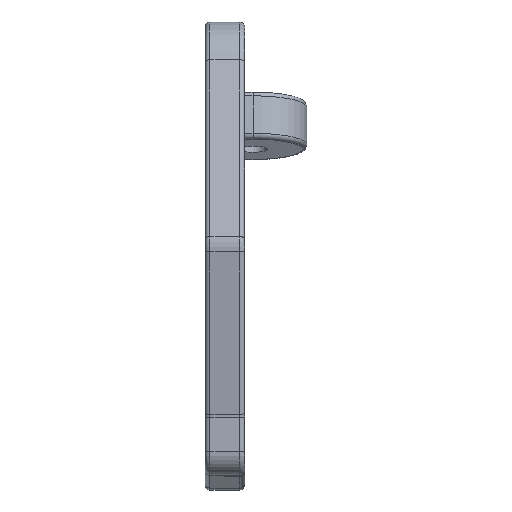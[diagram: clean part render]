
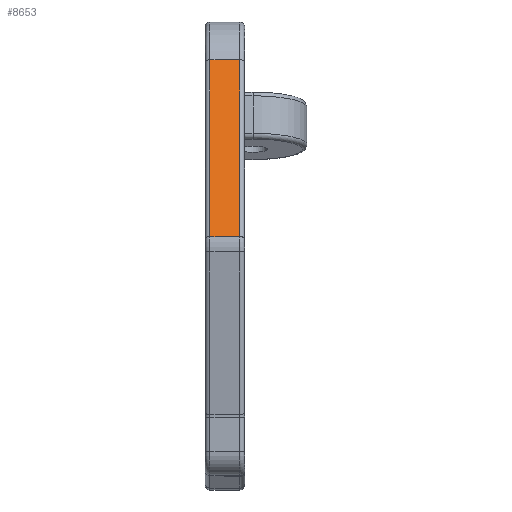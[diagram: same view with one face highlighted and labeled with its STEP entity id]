
A CAD part, left-side view. The second image highlights one B-rep face of the part: STEP entity #8653.
In plain terms, the highlighted planar face has unit normal (-0.937, 0, 0.348).
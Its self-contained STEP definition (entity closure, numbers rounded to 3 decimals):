
#168=PLANE('',#9354);
#415=LINE('',#14235,#890);
#475=LINE('',#14492,#950);
#476=LINE('',#14496,#951);
#477=LINE('',#14497,#952);
#890=VECTOR('',#10714,10.);
#950=VECTOR('',#11008,10.);
#951=VECTOR('',#11013,10.);
#952=VECTOR('',#11014,10.);
#1682=FACE_OUTER_BOUND('',#2278,.T.);
#2278=EDGE_LOOP('',(#6181,#6182,#6183,#6184));
#3765=VERTEX_POINT('',#14232);
#3766=VERTEX_POINT('',#14234);
#3838=VERTEX_POINT('',#14491);
#3839=VERTEX_POINT('',#14495);
#4567=EDGE_CURVE('',#3765,#3766,#415,.T.);
#4695=EDGE_CURVE('',#3766,#3838,#475,.T.);
#4697=EDGE_CURVE('',#3765,#3839,#476,.T.);
#4698=EDGE_CURVE('',#3838,#3839,#477,.T.);
#6181=ORIENTED_EDGE('',*,*,#4567,.F.);
#6182=ORIENTED_EDGE('',*,*,#4697,.T.);
#6183=ORIENTED_EDGE('',*,*,#4698,.F.);
#6184=ORIENTED_EDGE('',*,*,#4695,.F.);
#8653=ADVANCED_FACE('',(#1682),#168,.T.);
#9354=AXIS2_PLACEMENT_3D('',#14494,#11011,#11012);
#10714=DIRECTION('',(-0.349,0.,-0.937));
#11008=DIRECTION('',(0.,1.,0.));
#11011=DIRECTION('center_axis',(-0.937,0.,0.349));
#11012=DIRECTION('ref_axis',(0.349,0.,0.937));
#11013=DIRECTION('',(0.,1.,0.));
#11014=DIRECTION('',(0.349,0.,0.937));
#14232=CARTESIAN_POINT('',(-18.796,0.4,15.69));
#14234=CARTESIAN_POINT('',(-24.281,0.4,0.941));
#14235=CARTESIAN_POINT('',(-23.07,0.4,4.197));
#14491=CARTESIAN_POINT('',(-24.281,2.9,0.941));
#14492=CARTESIAN_POINT('',(-24.281,0.,0.941));
#14494=CARTESIAN_POINT('Origin',(-24.281,0.,0.941));
#14495=CARTESIAN_POINT('',(-18.796,2.9,15.69));
#14496=CARTESIAN_POINT('',(-18.796,0.,15.69));
#14497=CARTESIAN_POINT('',(-23.07,2.9,4.197));
